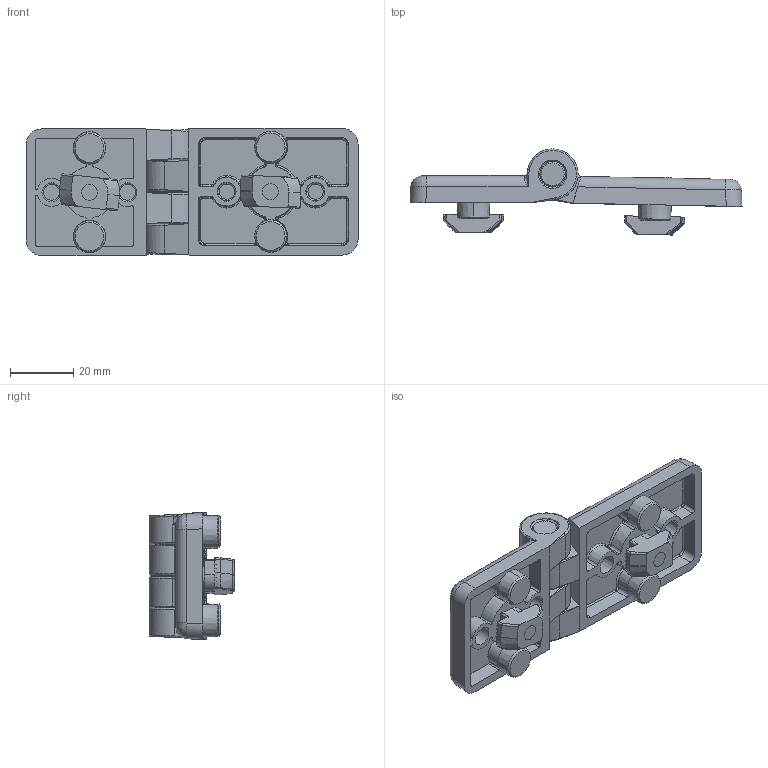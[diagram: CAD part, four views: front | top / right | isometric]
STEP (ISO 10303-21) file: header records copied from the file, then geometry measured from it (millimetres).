
FILE_DESCRIPTION (( 'STEP AP214' ), '1' );
FILE_NAME ('095ks4560f10s01.STEP', '2014-09-01T09:06:40', ( '' ), ( '' ), 'SwSTEP 2.0', 'SolidWorks 2014', '' );
FILE_SCHEMA (( 'AUTOMOTIVE_DESIGN' ));
Length unit declared in the file: inch
Products named in the file (1): 095ks4560f10s01
Bounding box: 104.86 x 27.15 x 40.2 mm (x, y, z)
Volume: 32136.6 mm3; surface area: 21906 mm2
Topology: 11 solids, 11 shells, 703 faces, 1809 edges, 1149 vertices
Faces by surface type: cylinder 275, plane 188, bspline 152, cone 88
Entity records: 36183 total; most frequent: CARTESIAN_POINT 10916, ORIENTED_EDGE 3614, DIRECTION 3045, EDGE_CURVE 1807, AXIS2_PLACEMENT_3D 1167, VERTEX_POINT 1149, EDGE_LOOP 742, LENGTH_MEASURE_WITH_UNIT 716
